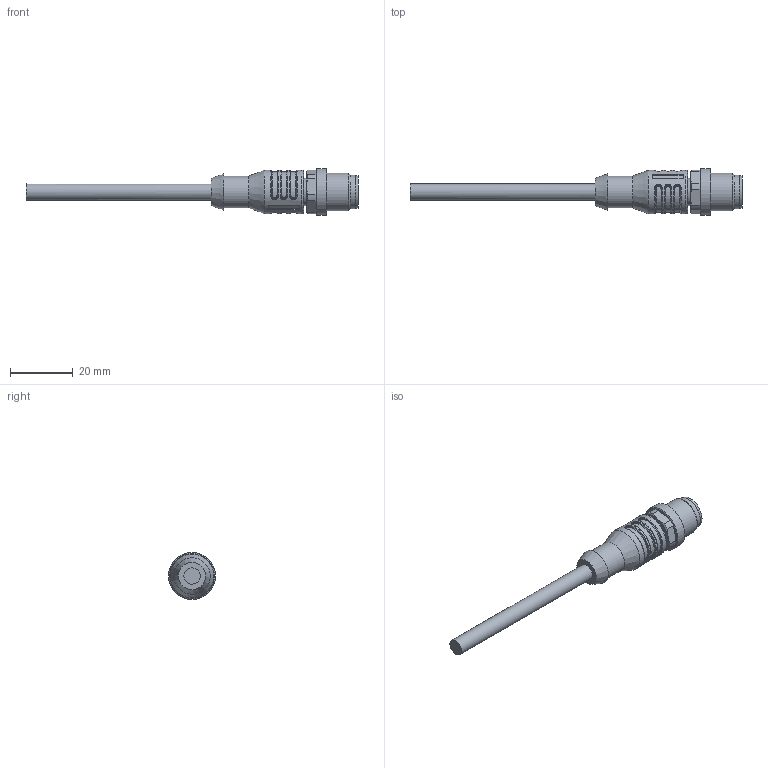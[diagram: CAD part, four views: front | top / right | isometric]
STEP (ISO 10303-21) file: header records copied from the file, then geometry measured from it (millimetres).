
FILE_DESCRIPTION(/* description */ (''),/* implementation_level */ '2;1');
FILE_NAME(/* name */ 'AL-WAS4.stp',/* time_stamp */ '2015-06-15T15:41:38+02:00',/* author */ ('ESCHA Bauelemente GmbH'),/* organization */ ('ESCHA Bauelemente GmbH'),/* preprocessor_version */ 'ST-DEVELOPER v14',/* originating_system */ 'SIEMENS PLM Software NX 8.0',/* authorisation */ '');
FILE_SCHEMA (('AP203_CONFIGURATION_CONTROLLED_3D_DESIGN_OF_MECHANICAL_PARTS_AND_ASSEMBLIES_MIM_LF { 1 0 10303 403 2 1 2}'));
Length unit declared in the file: millimetre
Products named in the file (1): AL-WAS4
Bounding box: 106 x 14.94 x 14.94 mm (x, y, z)
Volume: 6329.2 mm3; surface area: 3650.2 mm2
Topology: 1 solids, 1 shells, 253 faces, 615 edges, 380 vertices
Faces by surface type: plane 81, cylinder 68, torus 34, bspline 30, extrusion 25, cone 11, sphere 4
Full cylindrical faces by diameter (mm): 1 x4, 5.2 x1, 8.3 x1, 8.7 x1, 10.2 x1, 10.5 x1, 10.8 x1, 12 x1, 14 x1, 15 x1
Entity records: 8558 total; most frequent: CARTESIAN_POINT 2920, ORIENTED_EDGE 1148, DIRECTION 1104, EDGE_CURVE 574, AXIS2_PLACEMENT_3D 426, VERTEX_POINT 367, EDGE_LOOP 297, ADVANCED_FACE 253
